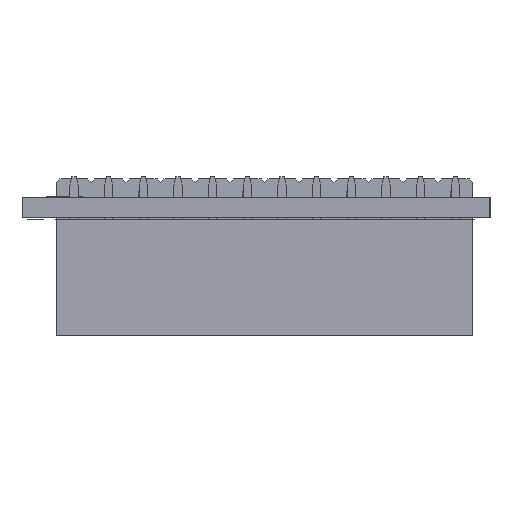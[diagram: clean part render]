
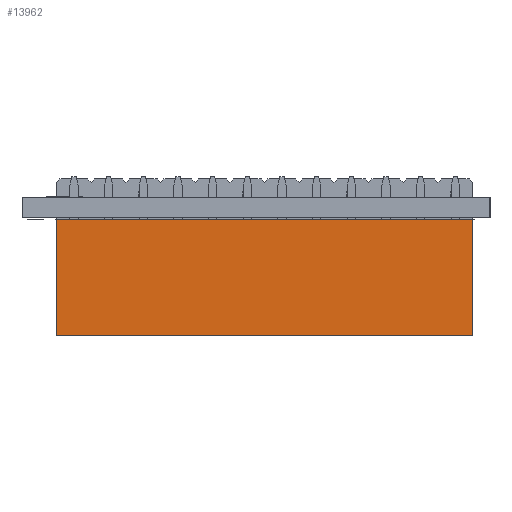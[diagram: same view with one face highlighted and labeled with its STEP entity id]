
A CAD part, left-side view. The second image highlights one B-rep face of the part: STEP entity #13962.
In plain terms, the highlighted face is planar.
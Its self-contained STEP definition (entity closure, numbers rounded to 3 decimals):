
#13962 = ADVANCED_FACE('',(#13963),#13997,.F.);
#13963 = FACE_BOUND('',#13964,.F.);
#13964 = EDGE_LOOP('',(#13965,#13975,#13983,#13991));
#13965 = ORIENTED_EDGE('',*,*,#13966,.T.);
#13966 = EDGE_CURVE('',#13967,#13969,#13971,.T.);
#13967 = VERTEX_POINT('',#13968);
#13968 = CARTESIAN_POINT('',(1.27,-29.21,0.));
#13969 = VERTEX_POINT('',#13970);
#13970 = CARTESIAN_POINT('',(1.27,-29.21,8.5));
#13971 = LINE('',#13972,#13973);
#13972 = CARTESIAN_POINT('',(1.27,-29.21,0.));
#13973 = VECTOR('',#13974,1.);
#13974 = DIRECTION('',(0.,0.,1.));
#13975 = ORIENTED_EDGE('',*,*,#13976,.T.);
#13976 = EDGE_CURVE('',#13969,#13977,#13979,.T.);
#13977 = VERTEX_POINT('',#13978);
#13978 = CARTESIAN_POINT('',(1.27,1.27,8.5));
#13979 = LINE('',#13980,#13981);
#13980 = CARTESIAN_POINT('',(1.27,-29.21,8.5));
#13981 = VECTOR('',#13982,1.);
#13982 = DIRECTION('',(0.,1.,0.));
#13983 = ORIENTED_EDGE('',*,*,#13984,.F.);
#13984 = EDGE_CURVE('',#13985,#13977,#13987,.T.);
#13985 = VERTEX_POINT('',#13986);
#13986 = CARTESIAN_POINT('',(1.27,1.27,0.));
#13987 = LINE('',#13988,#13989);
#13988 = CARTESIAN_POINT('',(1.27,1.27,0.));
#13989 = VECTOR('',#13990,1.);
#13990 = DIRECTION('',(0.,0.,1.));
#13991 = ORIENTED_EDGE('',*,*,#13992,.F.);
#13992 = EDGE_CURVE('',#13967,#13985,#13993,.T.);
#13993 = LINE('',#13994,#13995);
#13994 = CARTESIAN_POINT('',(1.27,-29.21,0.));
#13995 = VECTOR('',#13996,1.);
#13996 = DIRECTION('',(0.,1.,0.));
#13997 = PLANE('',#13998);
#13998 = AXIS2_PLACEMENT_3D('',#13999,#14000,#14001);
#13999 = CARTESIAN_POINT('',(1.27,-29.21,0.));
#14000 = DIRECTION('',(-1.,0.,0.));
#14001 = DIRECTION('',(0.,1.,0.));
